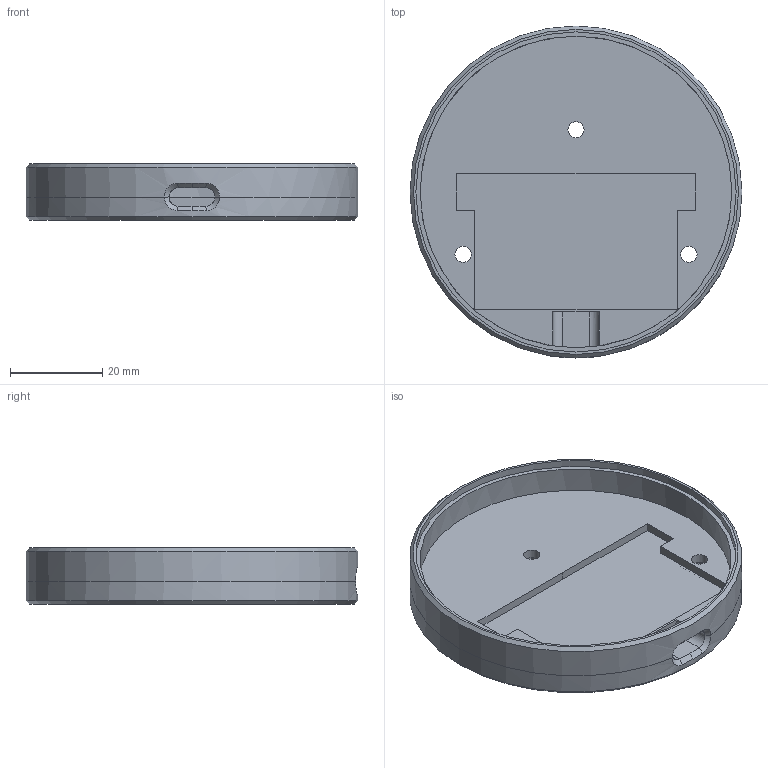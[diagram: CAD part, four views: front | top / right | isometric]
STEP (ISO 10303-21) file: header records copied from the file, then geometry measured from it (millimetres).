
FILE_DESCRIPTION(('FreeCAD Model'),'2;1');
FILE_NAME('Open CASCADE Shape Model','2023-04-13T13:43:30',(''),(''), 'Open CASCADE STEP processor 7.6','FreeCAD','Unknown');
FILE_SCHEMA(('AUTOMOTIVE_DESIGN { 1 0 10303 214 1 1 1 1 }'));
Length unit declared in the file: millimetre
Products named in the file (1): Body
Bounding box: 72 x 72 x 12.2 mm (x, y, z)
Volume: 20338.2 mm3; surface area: 12771.7 mm2
Topology: 1 solids, 1 shells, 51 faces, 126 edges, 81 vertices
Faces by surface type: plane 32, cylinder 9, cone 5, bspline 5
Full cylindrical faces by diameter (mm): 3.5 x3, 67.6 x1, 69.456 x1, 72 x2
Entity records: 3883 total; most frequent: CARTESIAN_POINT 1343, DIRECTION 451, LINE 296, VECTOR 296, ORIENTED_EDGE 252, PCURVE 252, DEFINITIONAL_REPRESENTATION 252, EDGE_CURVE 126
